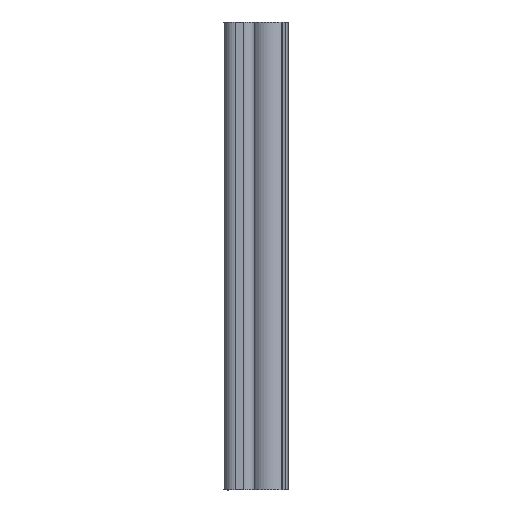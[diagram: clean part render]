
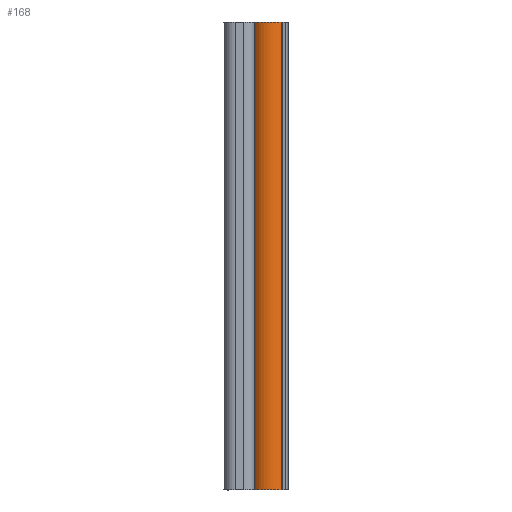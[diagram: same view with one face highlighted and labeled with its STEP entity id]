
A CAD part, top view. The second image highlights one B-rep face of the part: STEP entity #168.
In plain terms, the highlighted cylindrical face has radius 8.025 mm (diameter 16.05 mm), a partial arc.
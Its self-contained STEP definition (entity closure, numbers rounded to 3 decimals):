
#168=ADVANCED_FACE('',(#431),#430,.T.);
#430=CYLINDRICAL_SURFACE('',#1250,8.025);
#431=FACE_OUTER_BOUND('',#1251,.T.);
#1247=CARTESIAN_POINT('',(12.875,1000.,8.143));
#1248=DIRECTION('',(0.,1.,0.));
#1249=DIRECTION('',(-0.794,0.,0.607));
#1250=AXIS2_PLACEMENT_3D('',#1247,#1248,#1249);
#1251=EDGE_LOOP('',(#1735,#1736,#1737,#1738));
#1735=ORIENTED_EDGE('',*,*,#2167,.F.);
#1736=ORIENTED_EDGE('',*,*,#2195,.F.);
#1737=ORIENTED_EDGE('',*,*,#2143,.T.);
#1738=ORIENTED_EDGE('',*,*,#2194,.T.);
#2143=EDGE_CURVE('',#2540,#2533,#2541,.T.);
#2167=EDGE_CURVE('',#2700,#2707,#2708,.T.);
#2194=EDGE_CURVE('',#2533,#2707,#2882,.T.);
#2195=EDGE_CURVE('',#2540,#2700,#2888,.T.);
#2533=VERTEX_POINT('',#4175);
#2540=VERTEX_POINT('',#4179);
#2541=CIRCLE('',#4183,8.025);
#2700=VERTEX_POINT('',#4281);
#2707=VERTEX_POINT('',#4286);
#2708=CIRCLE('',#4290,8.025);
#2882=LINE('',#4387,#4388);
#2888=LINE('',#4390,#4391);
#4175=CARTESIAN_POINT('',(6.5,200.,13.017));
#4179=CARTESIAN_POINT('',(17.853,200.,14.437));
#4180=CARTESIAN_POINT('',(12.875,200.,8.143));
#4181=DIRECTION('',(0.,-1.,0.));
#4182=DIRECTION('',(0.,0.,-1.));
#4183=AXIS2_PLACEMENT_3D('',#4180,#4181,#4182);
#4281=CARTESIAN_POINT('',(17.853,0.,14.437));
#4286=CARTESIAN_POINT('',(6.5,0.,13.017));
#4287=CARTESIAN_POINT('',(12.875,0.,8.143));
#4288=DIRECTION('',(0.,-1.,0.));
#4289=DIRECTION('',(0.,0.,-1.));
#4290=AXIS2_PLACEMENT_3D('',#4287,#4288,#4289);
#4387=CARTESIAN_POINT('',(6.5,200.,13.017));
#4388=VECTOR('',#4389,200.);
#4389=DIRECTION('',(0.,-1.,0.));
#4390=CARTESIAN_POINT('',(17.853,200.,14.437));
#4391=VECTOR('',#4392,200.);
#4392=DIRECTION('',(0.,-1.,0.));
